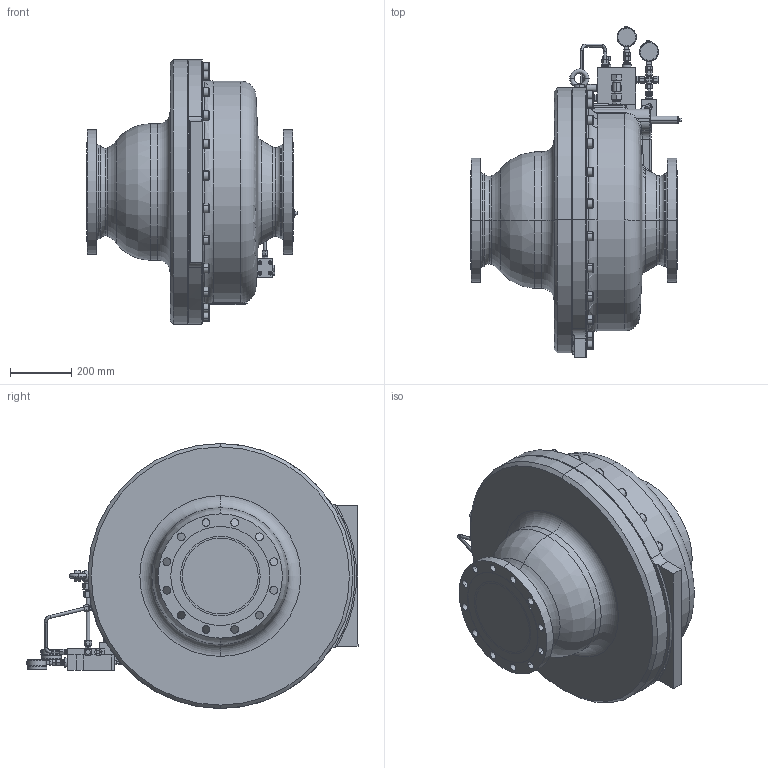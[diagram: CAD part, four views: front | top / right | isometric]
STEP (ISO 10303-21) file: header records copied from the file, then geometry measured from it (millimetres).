
FILE_DESCRIPTION (( 'STEP AP203' ), '1' );
FILE_NAME ('HON512_DN250-250_HON650-2_class150.STEP', '2019-08-22T10:54:27', ( '' ), ( '' ), 'SwSTEP 2.0', 'SolidWorks 2017', '' );
FILE_SCHEMA (( 'CONFIG_CONTROL_DESIGN' ));
Products named in the file (1): HON512_DN250-250_HON650-2_class150
Bounding box: 688.5 x 1085.2 x 866 mm (x, y, z)
Volume: 183296779.9 mm3; surface area: 2820669.2 mm2
Topology: 1 solids, 1 shells, 2003 faces, 4579 edges, 2749 vertices
Faces by surface type: plane 718, cone 577, cylinder 412, torus 160, bspline 126, sphere 10
Entity records: 65877 total; most frequent: CARTESIAN_POINT 22413, ORIENTED_EDGE 9146, DIRECTION 8760, EDGE_CURVE 4573, AXIS2_PLACEMENT_3D 3609, VERTEX_POINT 2749, EDGE_LOOP 2236, FACE_OUTER_BOUND 2003
